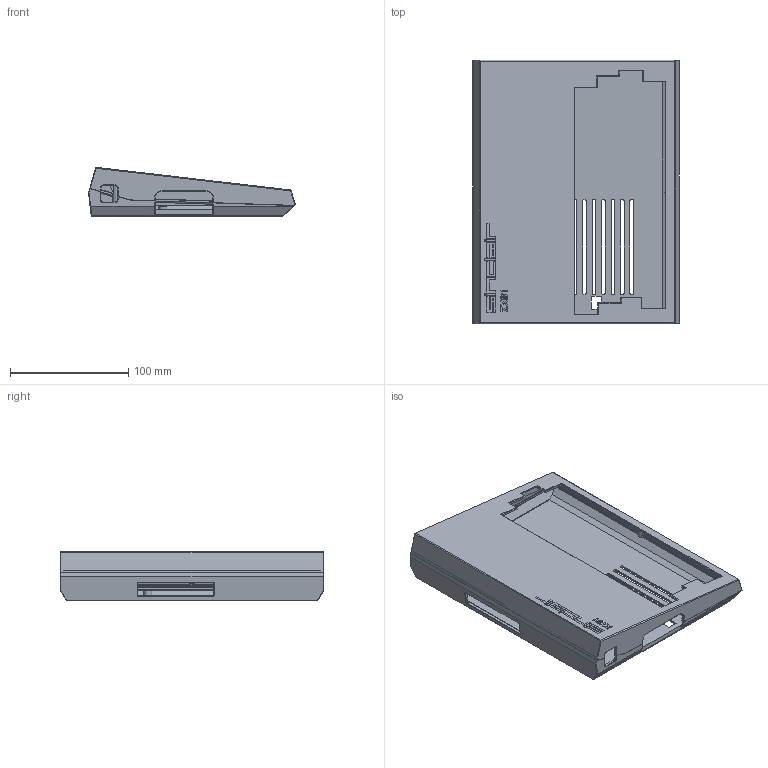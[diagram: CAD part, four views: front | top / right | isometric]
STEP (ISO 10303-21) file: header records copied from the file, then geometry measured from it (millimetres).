
FILE_DESCRIPTION(/* description */ ('STEP AP242','CAx-IF Rec.Pracs.---Representation and Presentation of Product Manufacturing Information (PMI)---4.0---2014-10-13','CAx-IF Rec.Pracs.---3D Tessellated Geometry---0.4---2014-09-14','2;1'),/* implementation_level */ '2;1');
FILE_NAME(/* name */ '67d9a0bc76e1d366a0225098',/* time_stamp */ '2025-03-18T16:35:09Z',/* author */ (''),/* organization */ (''),/* preprocessor_version */ 'ST-DEVELOPER v20',/* originating_system */ 'ONSHAPE BY PTC INC, 1.195',/* authorisation */ ' ');
FILE_SCHEMA (('AP242_MANAGED_MODEL_BASED_3D_ENGINEERING_MIM_LF { 1 0 10303 442 1 1 4 }'));
Length unit declared in the file: metre
Products named in the file (16): Bottom; SINCLAIR; Top; ZX81
Bounding box: 175.02 x 223 x 41.66 mm (x, y, z)
Volume: 171000.6 mm3; surface area: 174359 mm2
Topology: 16 solids, 16 shells, 845 faces, 2204 edges, 1420 vertices
Faces by surface type: plane 616, cone 86, cylinder 77, bspline 66
Full cylindrical faces by diameter (mm): 2.15 x3, 2.3 x6, 2.8 x1, 5 x6, 6 x1, 7 x4
Entity records: 25937 total; most frequent: CARTESIAN_POINT 5406, ORIENTED_EDGE 4304, DIRECTION 3807, EDGE_CURVE 2152, LINE 1675, VECTOR 1675, VERTEX_POINT 1403, AXIS2_PLACEMENT_3D 1066
